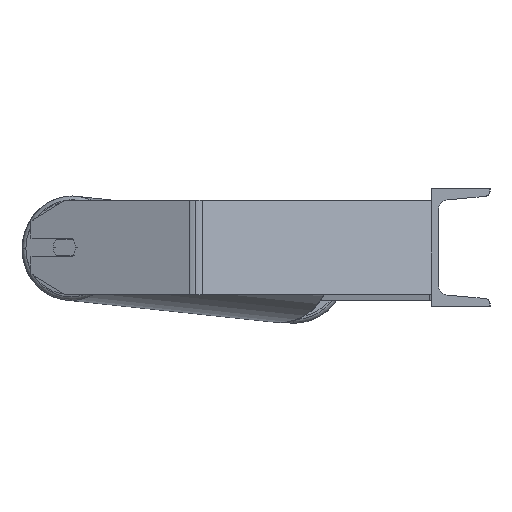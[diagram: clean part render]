
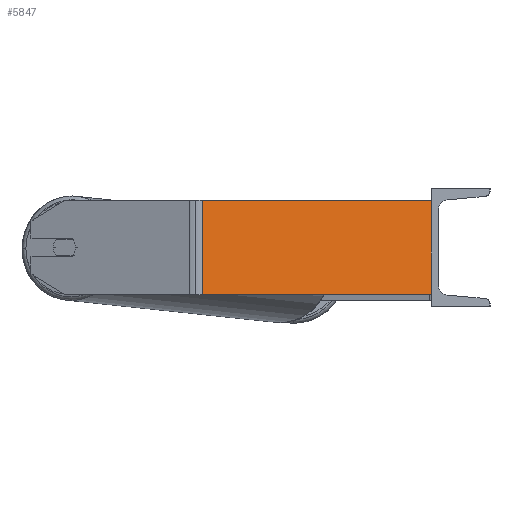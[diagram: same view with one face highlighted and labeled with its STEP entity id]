
A CAD part, left-side view. The second image highlights one B-rep face of the part: STEP entity #5847.
In plain terms, the highlighted planar face has unit normal (-0.94, -0.342, 0).
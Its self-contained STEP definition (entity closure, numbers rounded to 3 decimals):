
#125 = DIRECTION ( 'NONE',  ( -0.342, 0.94, 0. ) ) ;
#204 = VERTEX_POINT ( 'NONE', #1314 ) ;
#641 = VECTOR ( 'NONE', #6963, 1000. ) ;
#652 = CARTESIAN_POINT ( 'NONE',  ( -857.86, 200.182, 40. ) ) ;
#904 = LINE ( 'NONE', #5740, #3743 ) ;
#1033 = ORIENTED_EDGE ( 'NONE', *, *, #4675, .F. ) ;
#1080 = VECTOR ( 'NONE', #4306, 1000. ) ;
#1314 = CARTESIAN_POINT ( 'NONE',  ( -785., 0., -40. ) ) ;
#1885 = EDGE_LOOP ( 'NONE', ( #6232, #1033, #7723, #5640 ) ) ;
#2482 = VERTEX_POINT ( 'NONE', #8085 ) ;
#2790 = CARTESIAN_POINT ( 'NONE',  ( -855.868, 194.709, 40. ) ) ;
#2975 = DIRECTION ( 'NONE',  ( 0.342, -0.94, 0. ) ) ;
#3272 = VERTEX_POINT ( 'NONE', #4000 ) ;
#3400 = DIRECTION ( 'NONE',  ( 0.342, -0.94, 0. ) ) ;
#3743 = VECTOR ( 'NONE', #2975, 1000. ) ;
#4000 = CARTESIAN_POINT ( 'NONE',  ( -785., 0., 40. ) ) ;
#4061 = VECTOR ( 'NONE', #3400, 1000. ) ;
#4160 = LINE ( 'NONE', #4224, #641 ) ;
#4224 = CARTESIAN_POINT ( 'NONE',  ( -785., 0., 40. ) ) ;
#4243 = PLANE ( 'NONE',  #4783 ) ;
#4306 = DIRECTION ( 'NONE',  ( 0., 0., -1. ) ) ;
#4675 = EDGE_CURVE ( 'NONE', #3272, #204, #4160, .T. ) ;
#4768 = CARTESIAN_POINT ( 'NONE',  ( -855.868, 194.709, 40. ) ) ;
#4783 = AXIS2_PLACEMENT_3D ( 'NONE', #7034, #5784, #125 ) ;
#5640 = ORIENTED_EDGE ( 'NONE', *, *, #6658, .T. ) ;
#5740 = CARTESIAN_POINT ( 'NONE',  ( -857.86, 200.182, -40. ) ) ;
#5784 = DIRECTION ( 'NONE',  ( 0.94, 0.342, 0. ) ) ;
#5847 = ADVANCED_FACE ( 'NONE', ( #6256 ), #4243, .F. ) ;
#6026 = EDGE_CURVE ( 'NONE', #2482, #204, #904, .T. ) ;
#6232 = ORIENTED_EDGE ( 'NONE', *, *, #6026, .T. ) ;
#6256 = FACE_OUTER_BOUND ( 'NONE', #1885, .T. ) ;
#6330 = LINE ( 'NONE', #2790, #1080 ) ;
#6353 = VERTEX_POINT ( 'NONE', #4768 ) ;
#6658 = EDGE_CURVE ( 'NONE', #6353, #2482, #6330, .T. ) ;
#6963 = DIRECTION ( 'NONE',  ( 0., 0., -1. ) ) ;
#7034 = CARTESIAN_POINT ( 'NONE',  ( -857.86, 200.182, 40. ) ) ;
#7043 = EDGE_CURVE ( 'NONE', #6353, #3272, #8316, .T. ) ;
#7723 = ORIENTED_EDGE ( 'NONE', *, *, #7043, .F. ) ;
#8085 = CARTESIAN_POINT ( 'NONE',  ( -855.868, 194.709, -40. ) ) ;
#8316 = LINE ( 'NONE', #652, #4061 ) ;
